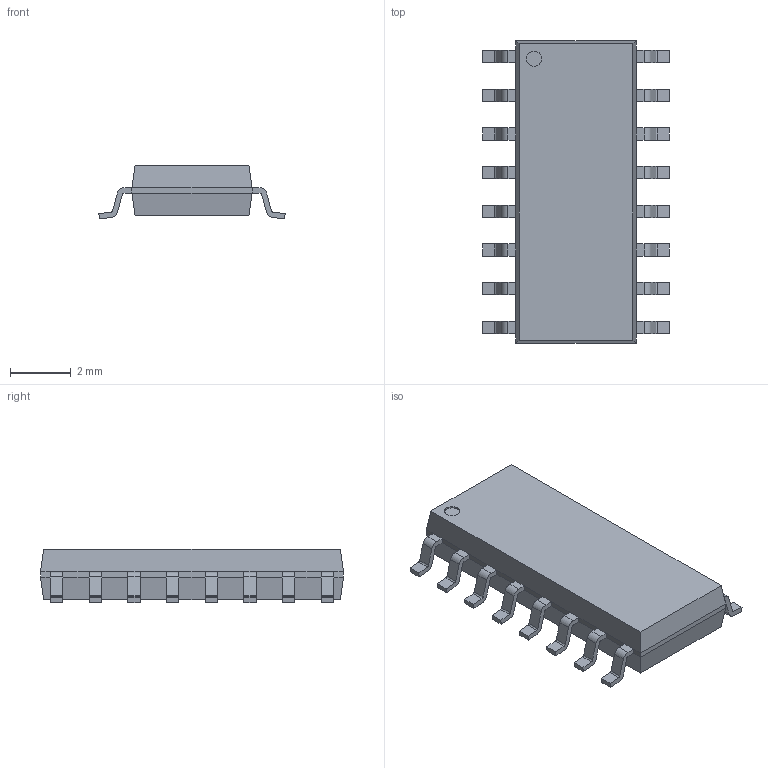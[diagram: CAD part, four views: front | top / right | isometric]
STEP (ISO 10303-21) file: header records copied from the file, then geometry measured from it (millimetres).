
FILE_DESCRIPTION (( 'STEP AP214' ), '1' );
FILE_NAME ('User Library-SOIC for 3DCC.STEP', '2018-08-29T06:03:11', ( '' ), ( '' ), 'SwSTEP 2.0', 'SolidWorks 2018', '' );
FILE_SCHEMA (( 'AUTOMOTIVE_DESIGN' ));
Length unit declared in the file: millimetre
Products named in the file (1): User Library-SOIC for 3DCC
Bounding box: 6.12 x 9.95 x 1.75 mm (x, y, z)
Volume: 64.5 mm3; surface area: 149 mm2
Topology: 1 solids, 1 shells, 241 faces, 642 edges, 404 vertices
Faces by surface type: plane 175, cylinder 66
Entity records: 7769 total; most frequent: CARTESIAN_POINT 1288, ORIENTED_EDGE 1284, DIRECTION 1258, EDGE_CURVE 642, VECTOR 510, LINE 510, VERTEX_POINT 404, AXIS2_PLACEMENT_3D 374
